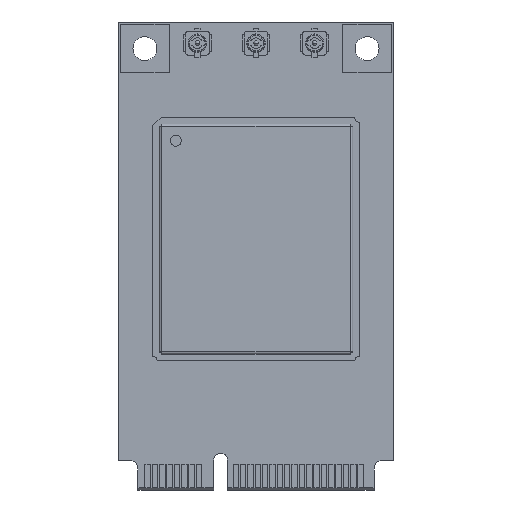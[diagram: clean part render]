
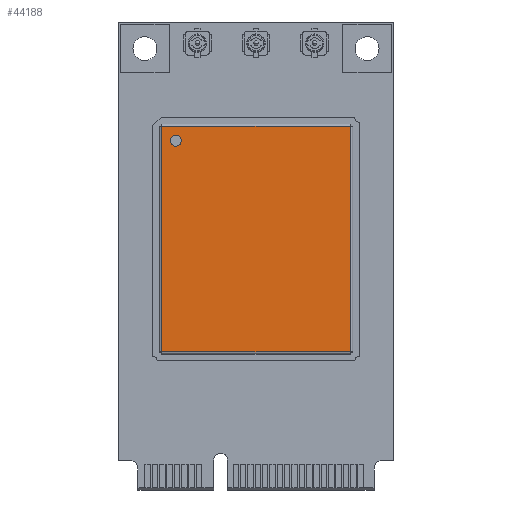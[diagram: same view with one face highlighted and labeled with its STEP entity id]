
A CAD part, top view. The second image highlights one B-rep face of the part: STEP entity #44188.
In plain terms, the highlighted face is planar.
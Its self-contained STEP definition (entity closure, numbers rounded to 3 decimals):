
#2458 = CARTESIAN_POINT ( 'NONE',  ( 10.28, 2.3, -12.28 ) ) ;
#2626 = VERTEX_POINT ( 'NONE', #2458 ) ;
#2655 = VERTEX_POINT ( 'NONE', #10357 ) ;
#3117 = VECTOR ( 'NONE', #50814, 1000. ) ;
#3352 = DIRECTION ( 'NONE',  ( 0., 0., -1. ) ) ;
#3575 = ORIENTED_EDGE ( 'NONE', *, *, #27459, .F. ) ;
#3711 = CARTESIAN_POINT ( 'NONE',  ( 11.25, 2.3, -13.25 ) ) ;
#4272 = VECTOR ( 'NONE', #46140, 1000. ) ;
#4582 = CARTESIAN_POINT ( 'NONE',  ( -10.53, 2.3, -12.28 ) ) ;
#5969 = CARTESIAN_POINT ( 'NONE',  ( -10.28, 2.3, -12.28 ) ) ;
#6262 = CARTESIAN_POINT ( 'NONE',  ( -8.73, 2.3, -10.73 ) ) ;
#7207 = EDGE_CURVE ( 'NONE', #2626, #54661, #21405, .T. ) ;
#8307 = DIRECTION ( 'NONE',  ( 1., 0., 0. ) ) ;
#8769 = PLANE ( 'NONE',  #41203 ) ;
#10141 = EDGE_CURVE ( 'NONE', #2655, #18790, #12491, .T. ) ;
#10357 = CARTESIAN_POINT ( 'NONE',  ( -10.28, 2.3, 12.28 ) ) ;
#10378 = VECTOR ( 'NONE', #8307, 1000. ) ;
#11249 = EDGE_LOOP ( 'NONE', ( #3575, #42085 ) ) ;
#12332 = LINE ( 'NONE', #37249, #24806 ) ;
#12491 = LINE ( 'NONE', #29033, #10378 ) ;
#16319 = FACE_OUTER_BOUND ( 'NONE', #27969, .T. ) ;
#17902 = DIRECTION ( 'NONE',  ( 0., 0., 1. ) ) ;
#18790 = VERTEX_POINT ( 'NONE', #22199 ) ;
#19886 = VERTEX_POINT ( 'NONE', #24219 ) ;
#19891 = VERTEX_POINT ( 'NONE', #53869 ) ;
#20814 = FACE_BOUND ( 'NONE', #11249, .T. ) ;
#21327 = ORIENTED_EDGE ( 'NONE', *, *, #7207, .T. ) ;
#21355 = DIRECTION ( 'NONE',  ( 0., 1., 0. ) ) ;
#21405 = LINE ( 'NONE', #4582, #3117 ) ;
#21441 = LINE ( 'NONE', #55309, #4272 ) ;
#21493 = EDGE_CURVE ( 'NONE', #18790, #2626, #12332, .T. ) ;
#22126 = EDGE_CURVE ( 'NONE', #19891, #19886, #43635, .T. ) ;
#22199 = CARTESIAN_POINT ( 'NONE',  ( 10.28, 2.3, 12.28 ) ) ;
#22390 = CARTESIAN_POINT ( 'NONE',  ( -8.73, 2.3, -10.73 ) ) ;
#22860 = CIRCLE ( 'NONE', #55039, 0.6 ) ;
#24219 = CARTESIAN_POINT ( 'NONE',  ( -8.73, 2.3, -10.13 ) ) ;
#24806 = VECTOR ( 'NONE', #3352, 1000. ) ;
#27459 = EDGE_CURVE ( 'NONE', #19886, #19891, #22860, .T. ) ;
#27969 = EDGE_LOOP ( 'NONE', ( #21327, #37092, #40331, #39926 ) ) ;
#28121 = DIRECTION ( 'NONE',  ( 0., 0., 1. ) ) ;
#29033 = CARTESIAN_POINT ( 'NONE',  ( 10.53, 2.3, 12.28 ) ) ;
#29432 = EDGE_CURVE ( 'NONE', #54661, #2655, #21441, .T. ) ;
#30525 = DIRECTION ( 'NONE',  ( 0., 1., 0. ) ) ;
#37092 = ORIENTED_EDGE ( 'NONE', *, *, #29432, .T. ) ;
#37249 = CARTESIAN_POINT ( 'NONE',  ( 10.28, 2.3, -12.53 ) ) ;
#39926 = ORIENTED_EDGE ( 'NONE', *, *, #21493, .T. ) ;
#40331 = ORIENTED_EDGE ( 'NONE', *, *, #10141, .T. ) ;
#41203 = AXIS2_PLACEMENT_3D ( 'NONE', #3711, #21355, #54954 ) ;
#42085 = ORIENTED_EDGE ( 'NONE', *, *, #22126, .F. ) ;
#43635 = CIRCLE ( 'NONE', #45383, 0.6 ) ;
#44188 = ADVANCED_FACE ( 'NONE', ( #20814, #16319 ), #8769, .T. ) ;
#45383 = AXIS2_PLACEMENT_3D ( 'NONE', #6262, #45745, #28121 ) ;
#45745 = DIRECTION ( 'NONE',  ( 0., 1., 0. ) ) ;
#46140 = DIRECTION ( 'NONE',  ( 0., 0., 1. ) ) ;
#50814 = DIRECTION ( 'NONE',  ( -1., 0., 0. ) ) ;
#53869 = CARTESIAN_POINT ( 'NONE',  ( -8.73, 2.3, -11.33 ) ) ;
#54661 = VERTEX_POINT ( 'NONE', #5969 ) ;
#54954 = DIRECTION ( 'NONE',  ( 1., 0., 0. ) ) ;
#55039 = AXIS2_PLACEMENT_3D ( 'NONE', #22390, #30525, #17902 ) ;
#55309 = CARTESIAN_POINT ( 'NONE',  ( -10.28, 2.3, 12.53 ) ) ;
